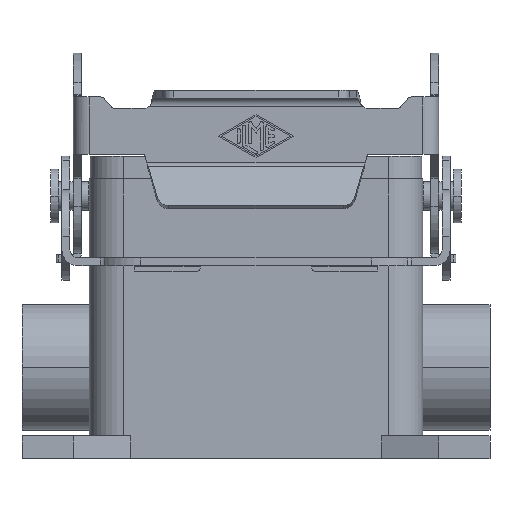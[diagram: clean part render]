
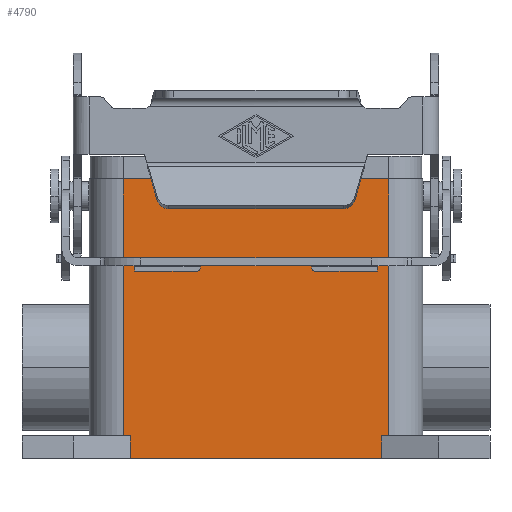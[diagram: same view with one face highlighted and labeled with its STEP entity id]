
A CAD part, front view. The second image highlights one B-rep face of the part: STEP entity #4790.
In plain terms, the highlighted planar face has unit normal (0, -1, 0).
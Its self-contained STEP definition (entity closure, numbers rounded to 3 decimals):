
#2430=CARTESIAN_POINT('',(-22.,-22.25,-46.));
#2440=VERTEX_POINT('',#2430);
#2470=CARTESIAN_POINT('',(22.,-22.25,-46.));
#2480=DIRECTION('',(-1.,0.,0.));
#2490=VECTOR('',#2480,44.);
#2500=LINE('',#2470,#2490);
#2510=CARTESIAN_POINT('',(22.,-22.25,-46.));
#2520=VERTEX_POINT('',#2510);
#2530=EDGE_CURVE('',#2520,#2440,#2500,.T.);
#3550=CARTESIAN_POINT('',(22.,-22.25,-42.));
#3560=VERTEX_POINT('',#3550);
#3590=CARTESIAN_POINT('',(23.25,-22.25,-42.));
#3600=DIRECTION('',(-1.,0.,0.));
#3610=VECTOR('',#3600,1.25);
#3620=LINE('',#3590,#3610);
#3630=CARTESIAN_POINT('',(23.25,-22.25,-42.));
#3640=VERTEX_POINT('',#3630);
#3650=EDGE_CURVE('',#3640,#3560,#3620,.T.);
#4260=CARTESIAN_POINT('',(22.,-22.25,-46.));
#4270=DIRECTION('',(0.,-1.,0.));
#4280=DIRECTION('',(0.,0.,-1.));
#4290=AXIS2_PLACEMENT_3D('',#4260,#4270,#4280);
#4300=PLANE('',#4290);
#4310=CARTESIAN_POINT('',(-22.,-22.25,-42.));
#4320=DIRECTION('',(-1.,0.,0.));
#4330=VECTOR('',#4320,1.25);
#4340=LINE('',#4310,#4330);
#4350=CARTESIAN_POINT('',(-22.,-22.25,-42.));
#4360=VERTEX_POINT('',#4350);
#4370=CARTESIAN_POINT('',(-23.25,-22.25,-42.));
#4380=VERTEX_POINT('',#4370);
#4390=EDGE_CURVE('',#4360,#4380,#4340,.T.);
#4400=ORIENTED_EDGE('',*,*,#4390,.F.);
#4410=CARTESIAN_POINT('',(-23.25,-22.25,-42.));
#4420=DIRECTION('',(0.,0.,1.));
#4430=VECTOR('',#4420,45.);
#4440=LINE('',#4410,#4430);
#4450=CARTESIAN_POINT('',(-23.25,-22.25,3.));
#4460=VERTEX_POINT('',#4450);
#4470=EDGE_CURVE('',#4380,#4460,#4440,.T.);
#4480=ORIENTED_EDGE('',*,*,#4470,.F.);
#4490=CARTESIAN_POINT('',(23.25,-22.25,3.));
#4500=DIRECTION('',(-1.,0.,0.));
#4510=VECTOR('',#4500,46.5);
#4520=LINE('',#4490,#4510);
#4530=CARTESIAN_POINT('',(23.25,-22.25,3.));
#4540=VERTEX_POINT('',#4530);
#4550=EDGE_CURVE('',#4540,#4460,#4520,.T.);
#4560=ORIENTED_EDGE('',*,*,#4550,.T.);
#4570=CARTESIAN_POINT('',(23.25,-22.25,-42.));
#4580=DIRECTION('',(0.,0.,1.));
#4590=VECTOR('',#4580,45.);
#4600=LINE('',#4570,#4590);
#4610=EDGE_CURVE('',#3640,#4540,#4600,.T.);
#4620=ORIENTED_EDGE('',*,*,#4610,.T.);
#4630=ORIENTED_EDGE('',*,*,#3650,.F.);
#4640=CARTESIAN_POINT('',(22.,-22.25,-46.));
#4650=DIRECTION('',(0.,0.,1.));
#4660=VECTOR('',#4650,4.);
#4670=LINE('',#4640,#4660);
#4680=EDGE_CURVE('',#2520,#3560,#4670,.T.);
#4690=ORIENTED_EDGE('',*,*,#4680,.T.);
#4700=ORIENTED_EDGE('',*,*,#2530,.F.);
#4710=CARTESIAN_POINT('',(-22.,-22.25,-46.));
#4720=DIRECTION('',(0.,0.,1.));
#4730=VECTOR('',#4720,4.);
#4740=LINE('',#4710,#4730);
#4750=EDGE_CURVE('',#2440,#4360,#4740,.T.);
#4760=ORIENTED_EDGE('',*,*,#4750,.F.);
#4770=EDGE_LOOP('',(#4760,#4700,#4690,#4630,#4620,#4560,#4480,#4400));
#4780=FACE_OUTER_BOUND('',#4770,.T.);
#4790=ADVANCED_FACE('',(#4780),#4300,.T.);
